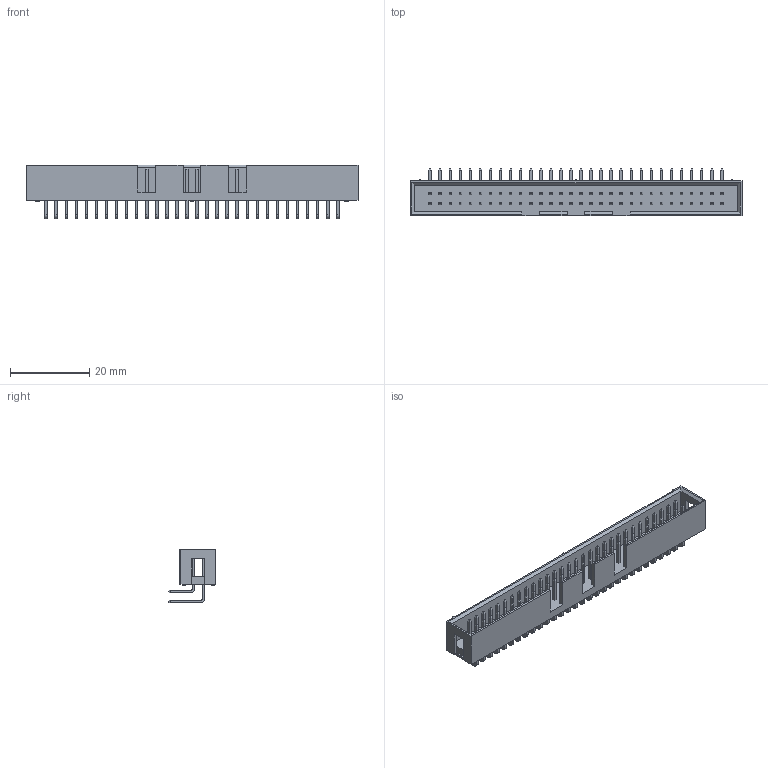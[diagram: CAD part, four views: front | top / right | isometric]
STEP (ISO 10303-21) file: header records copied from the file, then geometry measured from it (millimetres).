
FILE_DESCRIPTION(('STEP AP214'),'1');
FILE_NAME('61206021721.stp','2018-02-20T05:02:08',('TraceParts'),('TraceParts S.A.'),'Spatial InterOp 3D',' ',' ');
FILE_SCHEMA(('automotive_design'));
Length unit declared in the file: millimetre
Products named in the file (61): 61206021721_1; 61206021721_2; 61206021721_3; 61206021721_4; 61206021721_5; 61206021721_6; 61206021721_7; 61206021721_8; 61206021721_9; 61206021721_10; 61206021721_11; 61206021721_12; 61206021721_13; 61206021721_14; 61206021721_15; 61206021721_16; 61206021721_17; 61206021721_18; 61206021721_19; 61206021721_20; 61206021721_21; 61206021721_22; 61206021721_23; 61206021721_24; 61206021721_25; 61206021721_26; 61206021721_27; 61206021721_28; 61206021721_29; 61206021721_30; 61206021721_31; 61206021721_32; 61206021721_33; 61206021721_34; 61206021721_35; 61206021721_36; 61206021721_37; 61206021721_38; 61206021721_39; 61206021721_40 ...
Bounding box: 83.86 x 12.11 x 13.55 mm (x, y, z)
Volume: 3020.6 mm3; surface area: 7218.2 mm2
Topology: 61 solids, 61 shells, 1621 faces, 3763 edges, 2266 vertices
Faces by surface type: plane 1486, cylinder 135
Entity records: 58983 total; most frequent: CARTESIAN_POINT 7711, ORIENTED_EDGE 7526, DIRECTION 7397, EDGE_CURVE 3763, LINE 3493, VECTOR 3493, VERTEX_POINT 2266, AXIS2_PLACEMENT_3D 1952
